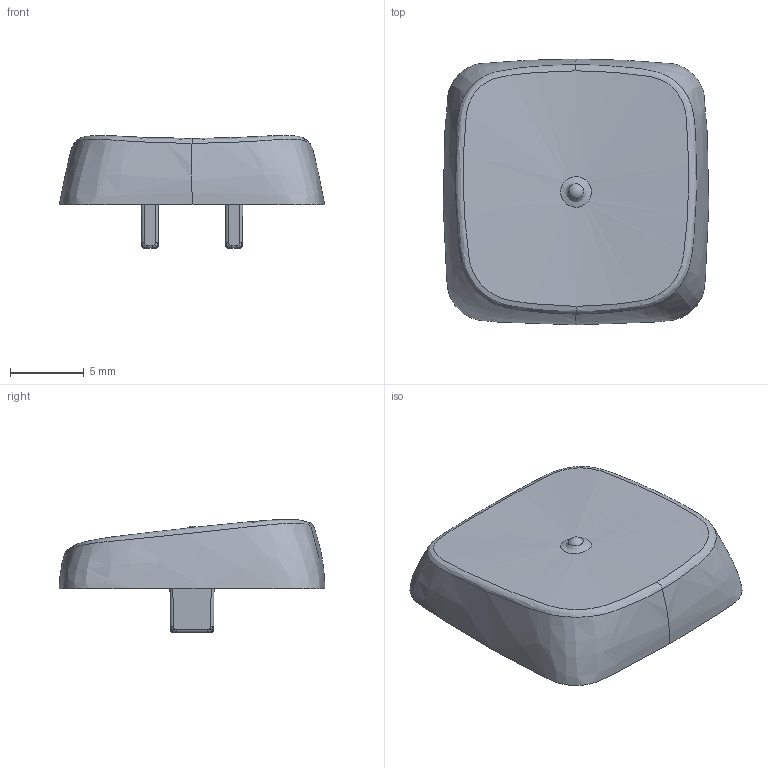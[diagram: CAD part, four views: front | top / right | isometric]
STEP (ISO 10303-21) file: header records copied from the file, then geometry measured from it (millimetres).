
FILE_DESCRIPTION(/* description */ ('','CAx-IF Rec.Pracs.---Representation and Presentation of Product Manufacturing Information (PMI)---4.0---2014-10-13'),/* implementation_level */ '2;1');
FILE_NAME(/* name */ 'R1_100-H.step',/* time_stamp */ '2024-12-05T00:08:27+08:00',/* author */ (''),/* organization */ (''),/* preprocessor_version */ 'ST-DEVELOPER v20',/* originating_system */ 'Autodesk Translation Framework v13.20.0.188',/* authorisation */ '');
FILE_SCHEMA (('AP242_MANAGED_MODEL_BASED_3D_ENGINEERING_MIM_LF { 1 0 10303 442 1 1 4 }'));
Length unit declared in the file: millimetre
Products named in the file (1): R1_100-H
Bounding box: 17.99 x 18 x 7.65 mm (x, y, z)
Volume: 892.2 mm3; surface area: 894.9 mm2
Topology: 1 solids, 1 shells, 141 faces, 410 edges, 275 vertices
Faces by surface type: bspline 104, cylinder 24, plane 12, sphere 1
Entity records: 13769 total; most frequent: CARTESIAN_POINT 10457, ORIENTED_EDGE 820, DIRECTION 510, EDGE_CURVE 410, VERTEX_POINT 275, AXIS2_PLACEMENT_3D 231, CIRCLE 193, B_SPLINE_CURVE_WITH_KNOTS 169
